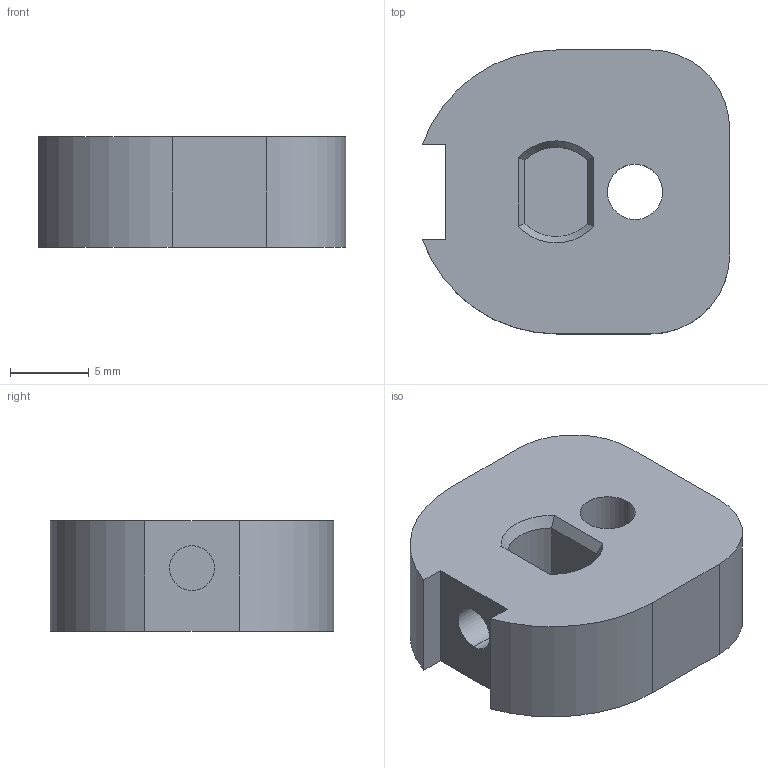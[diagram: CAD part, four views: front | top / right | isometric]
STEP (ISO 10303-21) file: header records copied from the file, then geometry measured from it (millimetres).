
FILE_DESCRIPTION (( 'STEP AP214' ), '1' );
FILE_NAME ('Yellow DC motor hub (Dog and Giraffe) (3D).STEP', '2021-06-04T10:45:54', ( '' ), ( '' ), 'SwSTEP 2.0', 'SolidWorks 2016', '' );
FILE_SCHEMA (( 'AUTOMOTIVE_DESIGN' ));
Length unit declared in the file: millimetre
Products named in the file (2): Yellow DC motor hub (Dog and Giraffe) (3D)
Bounding box: 19.49 x 18 x 7 mm (x, y, z)
Volume: 1792.3 mm3; surface area: 1297.2 mm2
Topology: 1 solids, 1 shells, 30 faces, 78 edges, 50 vertices
Faces by surface type: plane 18, cylinder 10, cone 2
Entity records: 981 total; most frequent: CARTESIAN_POINT 172, DIRECTION 160, ORIENTED_EDGE 156, EDGE_CURVE 78, AXIS2_PLACEMENT_3D 54, LINE 52, VECTOR 52, VERTEX_POINT 50
